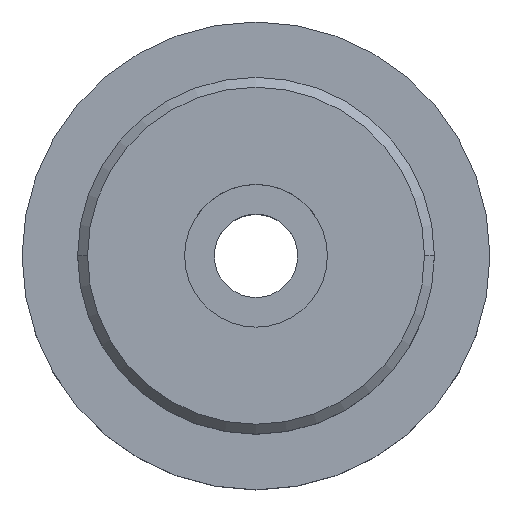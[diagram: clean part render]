
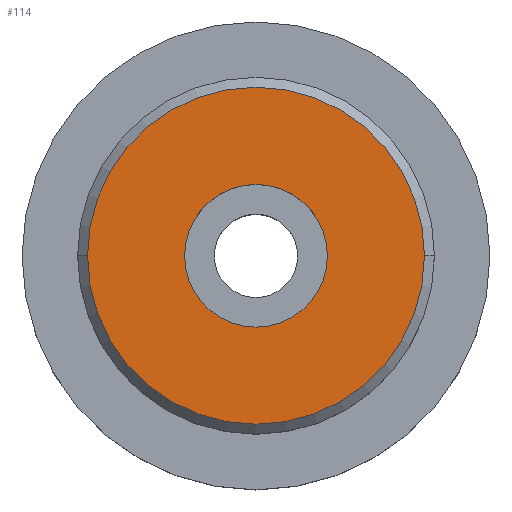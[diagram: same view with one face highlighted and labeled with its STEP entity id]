
A CAD part, top view. The second image highlights one B-rep face of the part: STEP entity #114.
In plain terms, the highlighted planar face has unit normal (0, 0, 1).
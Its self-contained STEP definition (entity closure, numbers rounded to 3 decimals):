
#114=ADVANCED_FACE('',(#279,#280),#281,.T.);
#118=EDGE_CURVE('',#226,#124,#285,.T.);
#124=VERTEX_POINT('',#292);
#178=EDGE_CURVE('',#222,#204,#359,.T.);
#200=EDGE_CURVE('',#204,#222,#384,.T.);
#204=VERTEX_POINT('',#388);
#216=EDGE_CURVE('',#124,#226,#401,.T.);
#222=VERTEX_POINT('',#407);
#226=VERTEX_POINT('',#411);
#279=FACE_OUTER_BOUND('',#460,.T.);
#280=FACE_BOUND('',#461,.T.);
#281=PLANE('',#462);
#285=CIRCLE('',#467,9.0);
#292=CARTESIAN_POINT('',(9.0,0.,24.0));
#359=CIRCLE('',#558,21.25);
#384=CIRCLE('',#590,21.25);
#388=CARTESIAN_POINT('',(21.25,0.,24.0));
#401=CIRCLE('',#609,9.0);
#407=CARTESIAN_POINT('',(-21.25,0.,24.0));
#411=CARTESIAN_POINT('',(-9.0,0.,24.0));
#460=EDGE_LOOP('',(#667,#668));
#461=EDGE_LOOP('',(#669,#670));
#462=AXIS2_PLACEMENT_3D('',#671,#672,#673);
#467=AXIS2_PLACEMENT_3D('',#674,#675,#676);
#558=AXIS2_PLACEMENT_3D('',#790,#791,#792);
#590=AXIS2_PLACEMENT_3D('',#829,#830,#831);
#609=AXIS2_PLACEMENT_3D('',#843,#844,#845);
#667=ORIENTED_EDGE('',*,*,#178,.T.);
#668=ORIENTED_EDGE('',*,*,#200,.T.);
#669=ORIENTED_EDGE('',*,*,#118,.F.);
#670=ORIENTED_EDGE('',*,*,#216,.F.);
#671=CARTESIAN_POINT('',(-15.75,0.,24.0));
#672=DIRECTION('',(0.0,0.0,1.0));
#673=DIRECTION('',(-1.0,0.,0.0));
#674=CARTESIAN_POINT('',(0.0,0.,24.0));
#675=DIRECTION('',(0.0,0.0,1.0));
#676=DIRECTION('',(-1.0,0.,0.0));
#790=CARTESIAN_POINT('',(0.0,0.,24.0));
#791=DIRECTION('',(0.0,0.0,1.0));
#792=DIRECTION('',(-1.0,0.,0.0));
#829=CARTESIAN_POINT('',(0.0,0.,24.0));
#830=DIRECTION('',(0.0,0.0,1.0));
#831=DIRECTION('',(-1.0,0.,0.0));
#843=CARTESIAN_POINT('',(0.0,0.,24.0));
#844=DIRECTION('',(0.0,0.0,1.0));
#845=DIRECTION('',(-1.0,0.,0.0));
